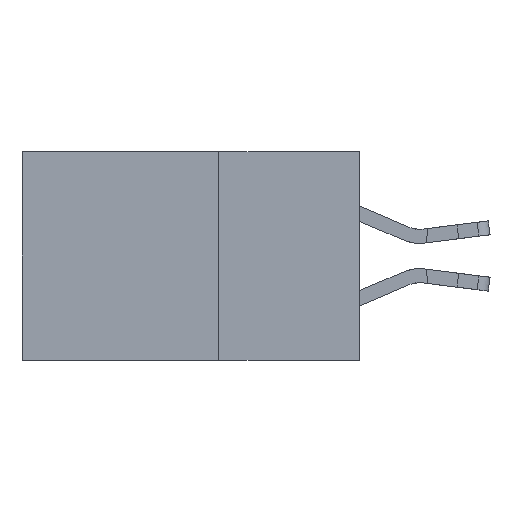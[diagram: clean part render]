
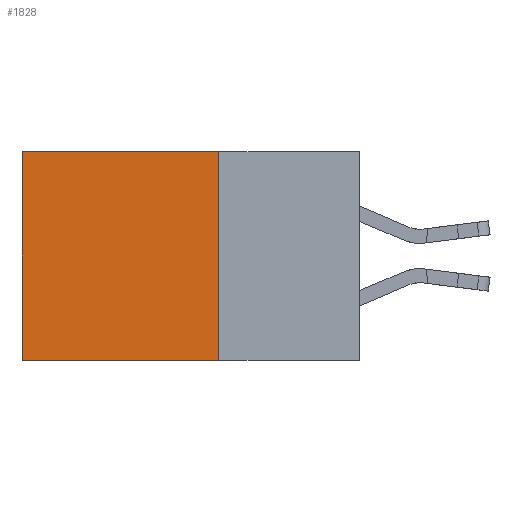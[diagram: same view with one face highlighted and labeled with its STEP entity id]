
A CAD part, left-side view. The second image highlights one B-rep face of the part: STEP entity #1828.
In plain terms, the highlighted planar face has unit normal (-1, 0, 0).
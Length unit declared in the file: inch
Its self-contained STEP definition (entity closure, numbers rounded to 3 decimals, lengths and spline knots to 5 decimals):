
#314 = ORIENTED_EDGE ( 'NONE', *, *, #20454, .T. ) ;
#1828 = ADVANCED_FACE ( 'NONE', ( #13433 ), #19714, .F. ) ;
#2348 = CARTESIAN_POINT ( 'NONE',  ( 0.2875, 0.6, 0. ) ) ;
#3109 = LINE ( 'NONE', #13748, #7172 ) ;
#3942 = VECTOR ( 'NONE', #19985, 39.37008 ) ;
#4310 = VERTEX_POINT ( 'NONE', #6410 ) ;
#6410 = CARTESIAN_POINT ( 'NONE',  ( 0.2875, 0.25, -0.37 ) ) ;
#6776 = AXIS2_PLACEMENT_3D ( 'NONE', #9663, #21372, #11380 ) ;
#7062 = VERTEX_POINT ( 'NONE', #16020 ) ;
#7172 = VECTOR ( 'NONE', #10373, 39.37008 ) ;
#8032 = LINE ( 'NONE', #19555, #16483 ) ;
#8118 = EDGE_CURVE ( 'NONE', #7062, #10561, #3109, .T. ) ;
#8135 = ORIENTED_EDGE ( 'NONE', *, *, #11343, .F. ) ;
#8431 = LINE ( 'NONE', #16533, #16353 ) ;
#9166 = VERTEX_POINT ( 'NONE', #9948 ) ;
#9663 = CARTESIAN_POINT ( 'NONE',  ( 0.2875, 0.25, 0. ) ) ;
#9673 = ORIENTED_EDGE ( 'NONE', *, *, #18430, .F. ) ;
#9778 = DIRECTION ( 'NONE',  ( 0., 0., -1. ) ) ;
#9948 = CARTESIAN_POINT ( 'NONE',  ( 0.2875, 0.6, -0.37 ) ) ;
#10373 = DIRECTION ( 'NONE',  ( 0., 1., 0. ) ) ;
#10561 = VERTEX_POINT ( 'NONE', #2348 ) ;
#11343 = EDGE_CURVE ( 'NONE', #7062, #4310, #8431, .T. ) ;
#11380 = DIRECTION ( 'NONE',  ( 0., 0., -1. ) ) ;
#13433 = FACE_OUTER_BOUND ( 'NONE', #17072, .T. ) ;
#13748 = CARTESIAN_POINT ( 'NONE',  ( 0.2875, 0.25, 0. ) ) ;
#15072 = ORIENTED_EDGE ( 'NONE', *, *, #8118, .T. ) ;
#16020 = CARTESIAN_POINT ( 'NONE',  ( 0.2875, 0.25, 0. ) ) ;
#16353 = VECTOR ( 'NONE', #9778, 39.37008 ) ;
#16483 = VECTOR ( 'NONE', #21213, 39.37008 ) ;
#16533 = CARTESIAN_POINT ( 'NONE',  ( 0.2875, 0.25, 0. ) ) ;
#17072 = EDGE_LOOP ( 'NONE', ( #314, #9673, #8135, #15072 ) ) ;
#17558 = LINE ( 'NONE', #18323, #3942 ) ;
#18323 = CARTESIAN_POINT ( 'NONE',  ( 0.2875, 0.6, 0. ) ) ;
#18430 = EDGE_CURVE ( 'NONE', #4310, #9166, #8032, .T. ) ;
#19555 = CARTESIAN_POINT ( 'NONE',  ( 0.2875, 0.25, -0.37 ) ) ;
#19714 = PLANE ( 'NONE',  #6776 ) ;
#19985 = DIRECTION ( 'NONE',  ( 0., 0., -1. ) ) ;
#20454 = EDGE_CURVE ( 'NONE', #10561, #9166, #17558, .T. ) ;
#21213 = DIRECTION ( 'NONE',  ( 0., 1., 0. ) ) ;
#21372 = DIRECTION ( 'NONE',  ( 1., 0., 0. ) ) ;
